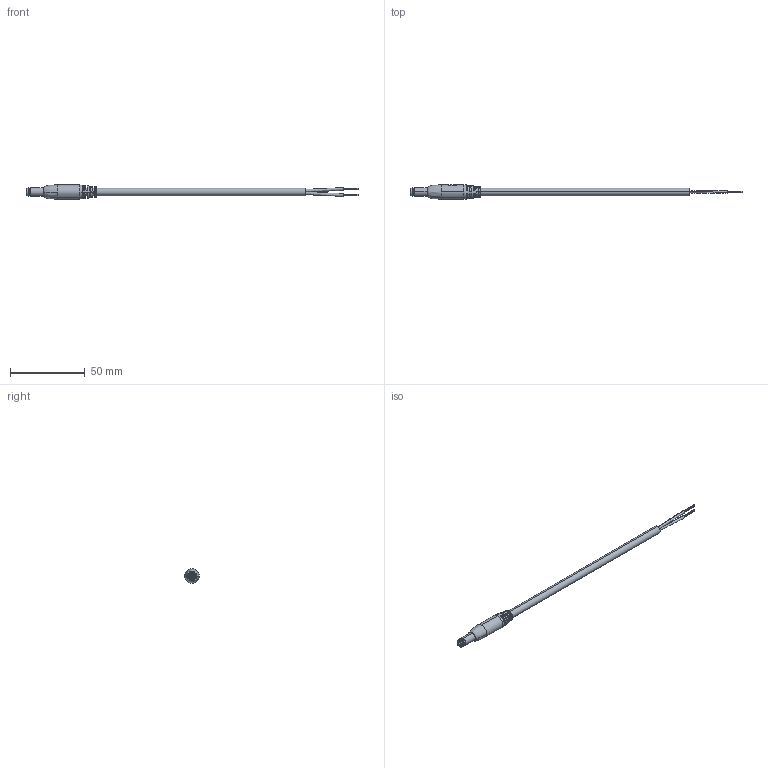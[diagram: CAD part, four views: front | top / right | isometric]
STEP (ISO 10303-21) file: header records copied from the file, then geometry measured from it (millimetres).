
FILE_DESCRIPTION (( 'STEP AP203' ), '1' );
FILE_NAME ('10-02220_revA.STEP', '2016-10-27T18:50:06', ( '' ), ( '' ), 'SwSTEP 2.0', 'SolidWorks 2015', '' );
FILE_SCHEMA (( 'CONFIG_CONTROL_DESIGN' ));
Length unit declared in the file: millimetre
Products named in the file (7): 50-00026 insulator; 50-00026 shell; 10-02220_revA; 24-00182; 50-00026 contact; 30-00683_s+t 10 mm; 50-00026
Assembly tree (6 placements, depth 3):
  10-02220_revA
    30-00683_s+t 10 mm
    24-00182
    50-00026
      50-00026 shell
      50-00026 contact
      50-00026 insulator
Bounding box: 222.68 x 9.6 x 9.6 mm (x, y, z)
Volume: 5599.3 mm3; surface area: 21435.3 mm2
Topology: 90 solids, 90 shells, 1036 faces, 2249 edges, 1482 vertices
Faces by surface type: cylinder 559, plane 336, bspline 93, torus 24, cone 24
Entity records: 32615 total; most frequent: CARTESIAN_POINT 8503, DIRECTION 5160, ORIENTED_EDGE 4498, EDGE_CURVE 2249, AXIS2_PLACEMENT_3D 2216, VERTEX_POINT 1482, EDGE_LOOP 1295, CIRCLE 1263
